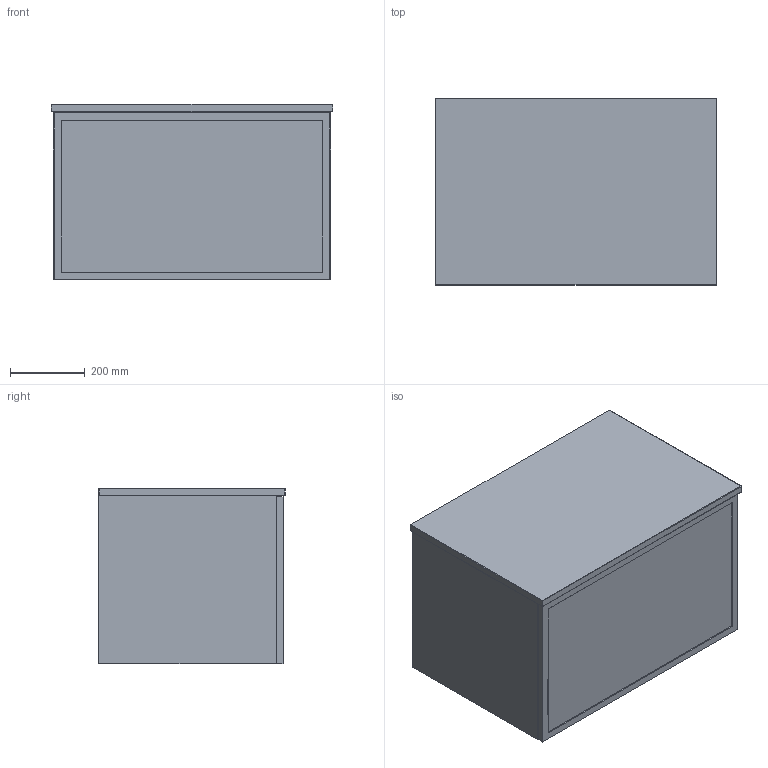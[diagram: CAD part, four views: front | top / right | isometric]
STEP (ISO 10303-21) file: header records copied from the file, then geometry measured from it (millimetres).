
FILE_DESCRIPTION(/* description */ (''),/* implementation_level */ '2;1');
FILE_NAME(/* name */ 'Kado Lux Slim 750 (20MM)',/* time_stamp */ '2025-07-09T15:05:24+10:00',/* author */ (''),/* organization */ (''),/* preprocessor_version */ 'ST-DEVELOPER v16.5',/* originating_system */ '',/* authorisation */ '');
FILE_SCHEMA (('AUTOMOTIVE_DESIGN'));
Length unit declared in the file: millimetre
Products named in the file (10): Document; Kado Lux Slim 750 (20MM); Kado Lux Slim ALL101112; Kado Lux Slim 7508; Kado Lux Slim Carcass 7505; Lux Slim Drawer Front 7406; Lux Slim Drawer Front 74023; 20MM Benchtops (All-Drawer)9; 750 Benchtop (20MM) Lux Slim7; 750 Benchtop (20MM) Lux Slim
Assembly tree (9 placements, depth 6):
  Document
    Kado Lux Slim 750 (20MM)
      Kado Lux Slim ALL101112
        Kado Lux Slim 7508
          Kado Lux Slim Carcass 7505
          Lux Slim Drawer Front 7406
            Lux Slim Drawer Front 74023
      20MM Benchtops (All-Drawer)9
        750 Benchtop (20MM) Lux Slim7
          750 Benchtop (20MM) Lux Slim
Bounding box: 755 x 500 x 470 mm (x, y, z)
Volume: 30537690.6 mm3; surface area: 3909292 mm2
Topology: 7 solids, 7 shells, 61 faces, 126 edges, 76 vertices
Faces by surface type: plane 47, cylinder 10, bspline 4
Entity records: 1829 total; most frequent: CARTESIAN_POINT 599, ORIENTED_EDGE 244, EDGE_CURVE 122, B_SPLINE_CURVE_WITH_KNOTS 106, DIRECTION 101, AXIS2_PLACEMENT_3D 79, VERTEX_POINT 76, EDGE_LOOP 62
